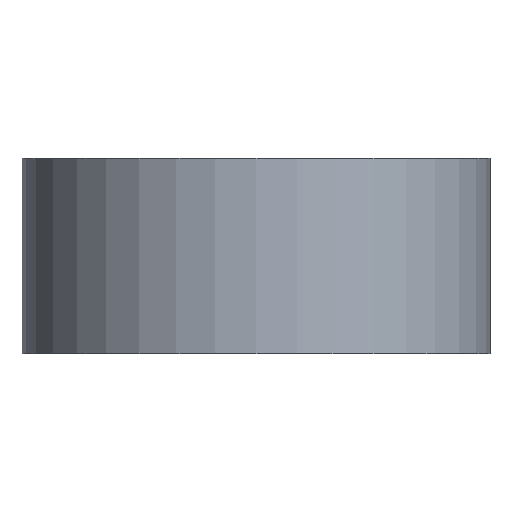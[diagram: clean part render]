
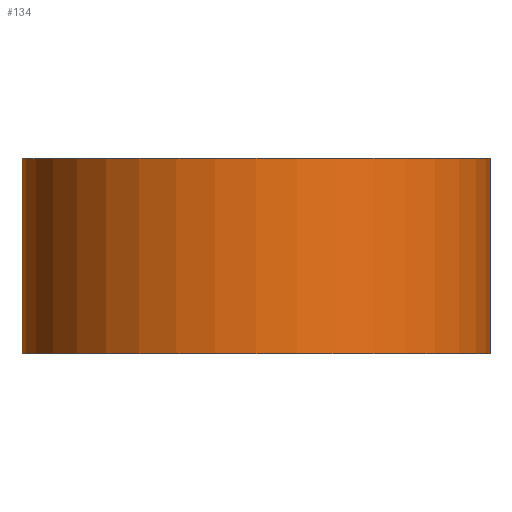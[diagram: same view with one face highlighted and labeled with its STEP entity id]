
A CAD part, front view. The second image highlights one B-rep face of the part: STEP entity #134.
In plain terms, the highlighted cylindrical face has radius 6 mm (diameter 12 mm), a partial arc.
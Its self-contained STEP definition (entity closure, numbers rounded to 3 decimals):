
#4 = VERTEX_POINT ( 'NONE', #423 ) ;
#11 = CIRCLE ( 'NONE', #267, 6. ) ;
#47 = DIRECTION ( 'NONE',  ( 1., 0., 0. ) ) ;
#52 = CARTESIAN_POINT ( 'NONE',  ( 6., 0., 2.5 ) ) ;
#72 = ORIENTED_EDGE ( 'NONE', *, *, #113, .T. ) ;
#99 = CYLINDRICAL_SURFACE ( 'NONE', #377, 6. ) ;
#112 = CARTESIAN_POINT ( 'NONE',  ( 0., 0., 2.5 ) ) ;
#113 = EDGE_CURVE ( 'NONE', #4, #159, #361, .T. ) ;
#114 = VERTEX_POINT ( 'NONE', #436 ) ;
#117 = DIRECTION ( 'NONE',  ( 0., 0., 1. ) ) ;
#120 = FACE_OUTER_BOUND ( 'NONE', #163, .T. ) ;
#129 = EDGE_CURVE ( 'NONE', #114, #234, #320, .T. ) ;
#134 = ADVANCED_FACE ( 'NONE', ( #120 ), #99, .T. ) ;
#159 = VERTEX_POINT ( 'NONE', #52 ) ;
#163 = EDGE_LOOP ( 'NONE', ( #506, #334, #72, #417 ) ) ;
#166 = CIRCLE ( 'NONE', #258, 6. ) ;
#169 = DIRECTION ( 'NONE',  ( 0., 0., 1. ) ) ;
#208 = DIRECTION ( 'NONE',  ( 0., 0., 1. ) ) ;
#222 = CARTESIAN_POINT ( 'NONE',  ( 0., 0., -2.5 ) ) ;
#234 = VERTEX_POINT ( 'NONE', #311 ) ;
#250 = VECTOR ( 'NONE', #117, 1000. ) ;
#258 = AXIS2_PLACEMENT_3D ( 'NONE', #112, #169, #47 ) ;
#267 = AXIS2_PLACEMENT_3D ( 'NONE', #222, #208, #390 ) ;
#288 = DIRECTION ( 'NONE',  ( 1., 0., 0. ) ) ;
#306 = EDGE_CURVE ( 'NONE', #114, #4, #11, .T. ) ;
#311 = CARTESIAN_POINT ( 'NONE',  ( -6., 0., 2.5 ) ) ;
#313 = DIRECTION ( 'NONE',  ( 0., 0., 1. ) ) ;
#320 = LINE ( 'NONE', #343, #250 ) ;
#334 = ORIENTED_EDGE ( 'NONE', *, *, #306, .T. ) ;
#342 = EDGE_CURVE ( 'NONE', #234, #159, #166, .T. ) ;
#343 = CARTESIAN_POINT ( 'NONE',  ( -6., 0., -2.5 ) ) ;
#361 = LINE ( 'NONE', #514, #443 ) ;
#377 = AXIS2_PLACEMENT_3D ( 'NONE', #384, #420, #288 ) ;
#384 = CARTESIAN_POINT ( 'NONE',  ( 0., 0., -2.5 ) ) ;
#390 = DIRECTION ( 'NONE',  ( 1., 0., 0. ) ) ;
#417 = ORIENTED_EDGE ( 'NONE', *, *, #342, .F. ) ;
#420 = DIRECTION ( 'NONE',  ( 0., 0., 1. ) ) ;
#423 = CARTESIAN_POINT ( 'NONE',  ( 6., 0., -2.5 ) ) ;
#436 = CARTESIAN_POINT ( 'NONE',  ( -6., 0., -2.5 ) ) ;
#443 = VECTOR ( 'NONE', #313, 1000. ) ;
#506 = ORIENTED_EDGE ( 'NONE', *, *, #129, .F. ) ;
#514 = CARTESIAN_POINT ( 'NONE',  ( 6., 0., -2.5 ) ) ;
